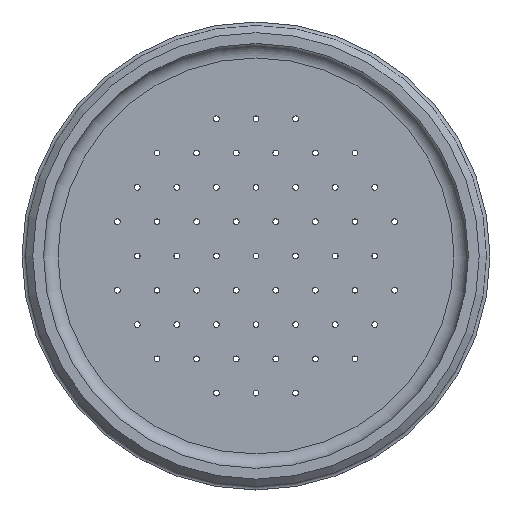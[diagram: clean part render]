
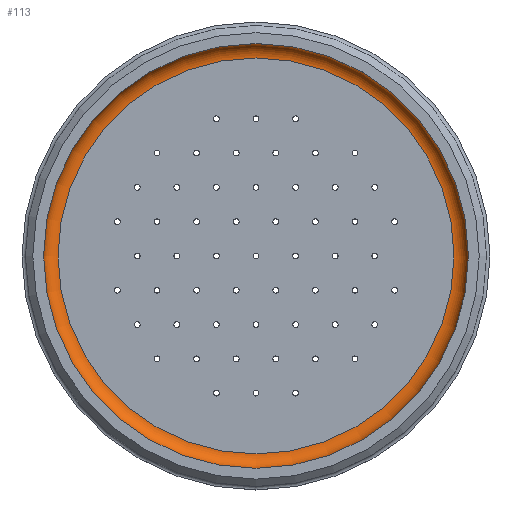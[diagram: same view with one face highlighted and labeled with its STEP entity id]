
A CAD part, top view. The second image highlights one B-rep face of the part: STEP entity #113.
In plain terms, the highlighted toroidal (fillet/blend) face has major radius 27.5 mm and minor radius 2 mm.
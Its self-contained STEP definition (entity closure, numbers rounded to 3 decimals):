
#35=TOROIDAL_SURFACE('',#1474,27.5,2.);
#113=ADVANCED_FACE('',(#312,#313),#35,.F.);
#312=FACE_BOUND('',#568,.T.);
#313=FACE_BOUND('',#569,.T.);
#568=EDGE_LOOP('',(#824));
#569=EDGE_LOOP('',(#825));
#824=ORIENTED_EDGE('',*,*,#1149,.F.);
#825=ORIENTED_EDGE('',*,*,#1205,.F.);
#1021=VERTEX_POINT('',#2096);
#1077=VERTEX_POINT('',#2209);
#1149=EDGE_CURVE('',#1021,#1021,#1277,.T.);
#1205=EDGE_CURVE('',#1077,#1077,#1333,.T.);
#1277=CIRCLE('',#1415,29.5);
#1333=CIRCLE('',#1472,27.5);
#1415=AXIS2_PLACEMENT_3D('',#2095,#1699,#1700);
#1472=AXIS2_PLACEMENT_3D('',#2208,#1813,#1814);
#1474=AXIS2_PLACEMENT_3D('',#2211,#1817,#1818);
#1699=DIRECTION('',(0.,0.,-1.));
#1700=DIRECTION('',(1.,0.,0.));
#1813=DIRECTION('',(0.,0.,1.));
#1814=DIRECTION('',(1.,0.,0.));
#1817=DIRECTION('',(0.,0.,1.));
#1818=DIRECTION('',(1.,0.,0.));
#2095=CARTESIAN_POINT('',(0.,0.,5.5));
#2096=CARTESIAN_POINT('',(29.5,0.,5.5));
#2208=CARTESIAN_POINT('',(0.,0.,3.5));
#2209=CARTESIAN_POINT('',(27.5,0.,3.5));
#2211=CARTESIAN_POINT('',(0.,0.,5.5));
